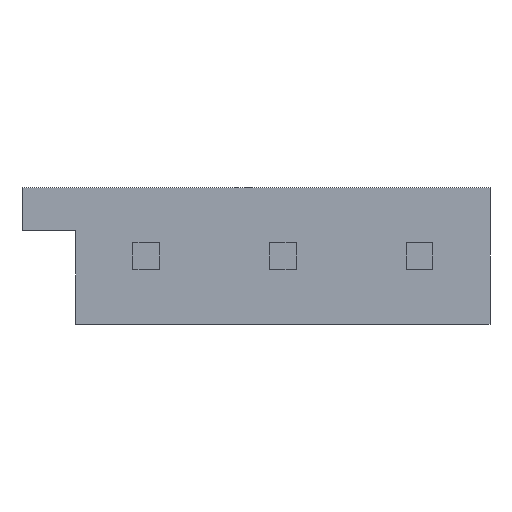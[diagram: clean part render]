
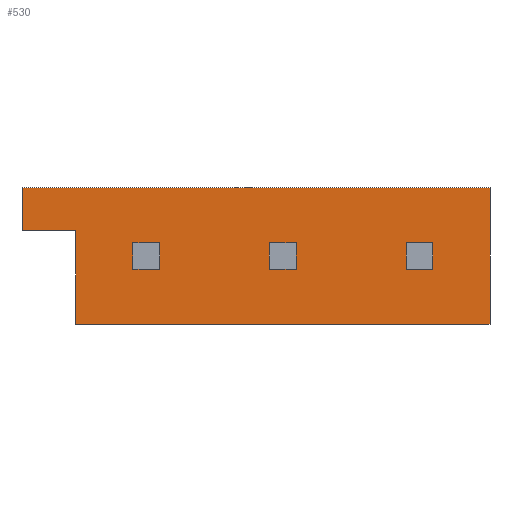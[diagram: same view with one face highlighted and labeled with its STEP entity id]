
A CAD part, left-side view. The second image highlights one B-rep face of the part: STEP entity #530.
In plain terms, the highlighted planar face has unit normal (-1, 0, 0).
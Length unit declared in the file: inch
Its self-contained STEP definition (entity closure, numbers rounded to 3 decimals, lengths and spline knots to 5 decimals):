
#32=FACE_BOUND('',#73,.T.);
#33=FACE_BOUND('',#74,.T.);
#34=FACE_BOUND('',#75,.T.);
#40=FACE_OUTER_BOUND('',#72,.T.);
#72=EDGE_LOOP('',(#353,#354,#355,#356,#357,#358));
#73=EDGE_LOOP('',(#359,#360,#361,#362));
#74=EDGE_LOOP('',(#363,#364,#365,#366));
#75=EDGE_LOOP('',(#367,#368,#369,#370));
#107=LINE('',#785,#164);
#110=LINE('',#791,#167);
#112=LINE('',#794,#169);
#113=LINE('',#796,#170);
#114=LINE('',#800,#171);
#115=LINE('',#802,#172);
#116=LINE('',#804,#173);
#117=LINE('',#806,#174);
#118=LINE('',#808,#175);
#119=LINE('',#809,#176);
#120=LINE('',#812,#177);
#121=LINE('',#814,#178);
#122=LINE('',#816,#179);
#123=LINE('',#817,#180);
#124=LINE('',#820,#181);
#125=LINE('',#822,#182);
#126=LINE('',#824,#183);
#127=LINE('',#825,#184);
#164=VECTOR('',#635,0.01969);
#167=VECTOR('',#640,0.01969);
#169=VECTOR('',#644,0.01969);
#170=VECTOR('',#647,0.01969);
#171=VECTOR('',#650,0.03937);
#172=VECTOR('',#651,0.0685);
#173=VECTOR('',#652,0.30315);
#174=VECTOR('',#653,0.1);
#175=VECTOR('',#654,0.34252);
#176=VECTOR('',#655,0.0315);
#177=VECTOR('',#656,0.01969);
#178=VECTOR('',#657,0.01969);
#179=VECTOR('',#658,0.01969);
#180=VECTOR('',#659,0.01969);
#181=VECTOR('',#660,0.01969);
#182=VECTOR('',#661,0.01969);
#183=VECTOR('',#662,0.01969);
#184=VECTOR('',#663,0.01969);
#220=VERTEX_POINT('',#782);
#221=VERTEX_POINT('',#784);
#222=VERTEX_POINT('',#788);
#223=VERTEX_POINT('',#790);
#224=VERTEX_POINT('',#798);
#225=VERTEX_POINT('',#799);
#226=VERTEX_POINT('',#801);
#227=VERTEX_POINT('',#803);
#228=VERTEX_POINT('',#805);
#229=VERTEX_POINT('',#807);
#230=VERTEX_POINT('',#810);
#231=VERTEX_POINT('',#811);
#232=VERTEX_POINT('',#813);
#233=VERTEX_POINT('',#815);
#234=VERTEX_POINT('',#818);
#235=VERTEX_POINT('',#819);
#236=VERTEX_POINT('',#821);
#237=VERTEX_POINT('',#823);
#269=EDGE_CURVE('',#220,#221,#107,.T.);
#272=EDGE_CURVE('',#222,#223,#110,.T.);
#274=EDGE_CURVE('',#223,#220,#112,.T.);
#275=EDGE_CURVE('',#222,#221,#113,.T.);
#276=EDGE_CURVE('',#224,#225,#114,.T.);
#277=EDGE_CURVE('',#224,#226,#115,.T.);
#278=EDGE_CURVE('',#226,#227,#116,.T.);
#279=EDGE_CURVE('',#227,#228,#117,.T.);
#280=EDGE_CURVE('',#229,#228,#118,.T.);
#281=EDGE_CURVE('',#229,#225,#119,.T.);
#282=EDGE_CURVE('',#230,#231,#120,.T.);
#283=EDGE_CURVE('',#230,#232,#121,.T.);
#284=EDGE_CURVE('',#233,#232,#122,.T.);
#285=EDGE_CURVE('',#231,#233,#123,.T.);
#286=EDGE_CURVE('',#234,#235,#124,.T.);
#287=EDGE_CURVE('',#234,#236,#125,.T.);
#288=EDGE_CURVE('',#237,#236,#126,.T.);
#289=EDGE_CURVE('',#235,#237,#127,.T.);
#353=ORIENTED_EDGE('',*,*,#276,.F.);
#354=ORIENTED_EDGE('',*,*,#277,.T.);
#355=ORIENTED_EDGE('',*,*,#278,.T.);
#356=ORIENTED_EDGE('',*,*,#279,.T.);
#357=ORIENTED_EDGE('',*,*,#280,.F.);
#358=ORIENTED_EDGE('',*,*,#281,.T.);
#359=ORIENTED_EDGE('',*,*,#282,.F.);
#360=ORIENTED_EDGE('',*,*,#283,.T.);
#361=ORIENTED_EDGE('',*,*,#284,.F.);
#362=ORIENTED_EDGE('',*,*,#285,.F.);
#363=ORIENTED_EDGE('',*,*,#286,.F.);
#364=ORIENTED_EDGE('',*,*,#287,.T.);
#365=ORIENTED_EDGE('',*,*,#288,.F.);
#366=ORIENTED_EDGE('',*,*,#289,.F.);
#367=ORIENTED_EDGE('',*,*,#272,.F.);
#368=ORIENTED_EDGE('',*,*,#275,.T.);
#369=ORIENTED_EDGE('',*,*,#269,.F.);
#370=ORIENTED_EDGE('',*,*,#274,.F.);
#476=PLANE('',#585);
#530=ADVANCED_FACE('',(#40,#32,#33,#34),#476,.T.);
#585=AXIS2_PLACEMENT_3D('',#797,#648,#649);
#635=DIRECTION('',(0.,-1.,0.));
#640=DIRECTION('',(0.,1.,0.));
#644=DIRECTION('',(0.,0.,-1.));
#647=DIRECTION('',(0.,0.,-1.));
#648=DIRECTION('center_axis',(-1.,0.,0.));
#649=DIRECTION('ref_axis',(0.,0.,1.));
#650=DIRECTION('',(0.,1.,0.));
#651=DIRECTION('',(0.,0.,-1.));
#652=DIRECTION('',(0.,-1.,0.));
#653=DIRECTION('',(0.,0.,1.));
#654=DIRECTION('',(0.,-1.,0.));
#655=DIRECTION('',(0.,0.,-1.));
#656=DIRECTION('',(0.,0.,1.));
#657=DIRECTION('',(0.,1.,0.));
#658=DIRECTION('',(0.,0.,-1.));
#659=DIRECTION('',(0.,1.,0.));
#660=DIRECTION('',(0.,0.,1.));
#661=DIRECTION('',(0.,1.,0.));
#662=DIRECTION('',(0.,0.,-1.));
#663=DIRECTION('',(0.,1.,0.));
#782=CARTESIAN_POINT('',(-0.27559,-0.09016,-0.00984));
#784=CARTESIAN_POINT('',(-0.27559,-0.10984,-0.00984));
#785=CARTESIAN_POINT('',(-0.27559,-0.09016,-0.00984));
#788=CARTESIAN_POINT('',(-0.27559,-0.10984,0.00984));
#790=CARTESIAN_POINT('',(-0.27559,-0.09016,0.00984));
#791=CARTESIAN_POINT('',(-0.27559,-0.10984,0.00984));
#794=CARTESIAN_POINT('',(-0.27559,-0.09016,0.00984));
#796=CARTESIAN_POINT('',(-0.27559,-0.10984,0.00984));
#797=CARTESIAN_POINT('Origin',(-0.27559,0.15157,-0.05));
#798=CARTESIAN_POINT('',(-0.27559,0.15157,0.0185));
#799=CARTESIAN_POINT('',(-0.27559,0.19094,0.0185));
#800=CARTESIAN_POINT('',(-0.27559,0.15157,0.0185));
#801=CARTESIAN_POINT('',(-0.27559,0.15157,-0.05));
#802=CARTESIAN_POINT('',(-0.27559,0.15157,0.0185));
#803=CARTESIAN_POINT('',(-0.27559,-0.15157,-0.05));
#804=CARTESIAN_POINT('',(-0.27559,0.15157,-0.05));
#805=CARTESIAN_POINT('',(-0.27559,-0.15157,0.05));
#806=CARTESIAN_POINT('',(-0.27559,-0.15157,-0.05));
#807=CARTESIAN_POINT('',(-0.27559,0.19094,0.05));
#808=CARTESIAN_POINT('',(-0.27559,0.19094,0.05));
#809=CARTESIAN_POINT('',(-0.27559,0.19094,0.05));
#810=CARTESIAN_POINT('',(-0.27559,-0.00984,-0.00984));
#811=CARTESIAN_POINT('',(-0.27559,-0.00984,0.00984));
#812=CARTESIAN_POINT('',(-0.27559,-0.00984,-0.00984));
#813=CARTESIAN_POINT('',(-0.27559,0.00984,-0.00984));
#814=CARTESIAN_POINT('',(-0.27559,-0.00984,-0.00984));
#815=CARTESIAN_POINT('',(-0.27559,0.00984,0.00984));
#816=CARTESIAN_POINT('',(-0.27559,0.00984,0.00984));
#817=CARTESIAN_POINT('',(-0.27559,-0.00984,0.00984));
#818=CARTESIAN_POINT('',(-0.27559,0.09016,-0.00984));
#819=CARTESIAN_POINT('',(-0.27559,0.09016,0.00984));
#820=CARTESIAN_POINT('',(-0.27559,0.09016,-0.00984));
#821=CARTESIAN_POINT('',(-0.27559,0.10984,-0.00984));
#822=CARTESIAN_POINT('',(-0.27559,0.09016,-0.00984));
#823=CARTESIAN_POINT('',(-0.27559,0.10984,0.00984));
#824=CARTESIAN_POINT('',(-0.27559,0.10984,0.00984));
#825=CARTESIAN_POINT('',(-0.27559,0.09016,0.00984));
